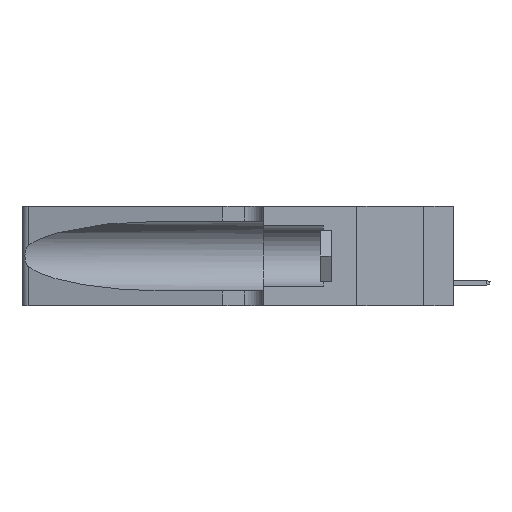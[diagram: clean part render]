
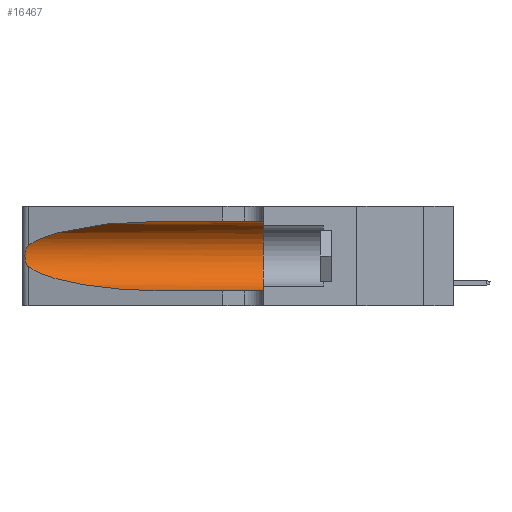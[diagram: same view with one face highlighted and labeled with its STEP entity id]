
A CAD part, left-side view. The second image highlights one B-rep face of the part: STEP entity #16467.
In plain terms, the highlighted cylindrical face has radius 3.308 mm (diameter 6.617 mm), a partial arc.
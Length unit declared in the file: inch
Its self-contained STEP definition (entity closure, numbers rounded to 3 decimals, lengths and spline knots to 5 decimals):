
#1386 = AXIS2_PLACEMENT_3D ( 'NONE', #26535, #26407, #5503 ) ;
#1481 = CARTESIAN_POINT ( 'NONE',  ( 0.26017, 1.23833, 0.17102 ) ) ;
#2783 = DIRECTION ( 'NONE',  ( 0., -1., 0. ) ) ;
#3557 = CARTESIAN_POINT ( 'NONE',  ( 0.25639, 1.23184, 0.21858 ) ) ;
#4199 = EDGE_CURVE ( 'NONE', #16602, #25932, #7068, .T. ) ;
#4689 = CARTESIAN_POINT ( 'NONE',  ( 0.1305, 0.72297, 0.05475 ) ) ;
#5244 = CARTESIAN_POINT ( 'NONE',  ( 0.1305, 1.61858, 0.31525 ) ) ;
#5454 = CARTESIAN_POINT ( 'NONE',  ( 0.2373, 1.15595, 0.08982 ) ) ;
#5503 = DIRECTION ( 'NONE',  ( 0., 0., -1. ) ) ;
#5621 = CARTESIAN_POINT ( 'NONE',  ( 0.25555, 1.22994, 0.2215 ) ) ;
#5785 = CYLINDRICAL_SURFACE ( 'NONE', #1386, 0.13025 ) ;
#5994 = EDGE_LOOP ( 'NONE', ( #26180, #23979, #10573, #26009, #19454, #6615 ) ) ;
#6337 = DIRECTION ( 'NONE',  ( 0., -1., 0. ) ) ;
#6615 = ORIENTED_EDGE ( 'NONE', *, *, #16377, .F. ) ;
#7068 = CIRCLE ( 'NONE', #16298, 0.13025 ) ;
#7373 = VECTOR ( 'NONE', #6337, 39.37008 ) ;
#7463 = EDGE_CURVE ( 'NONE', #20912, #25932, #7857, .T. ) ;
#7818 = CARTESIAN_POINT ( 'NONE',  ( 0.25854, 1.2359, 0.20912 ) ) ;
#7857 = LINE ( 'NONE', #16257, #7373 ) ;
#8549 = CARTESIAN_POINT ( 'NONE',  ( 0.1305, 0.72297, 0.31525 ) ) ;
#8857 = VECTOR ( 'NONE', #2783, 39.37008 ) ;
#8906 =( BOUNDED_CURVE ( )  B_SPLINE_CURVE ( 3, ( #9441, #5454, #9847, #22220 ),
 .UNSPECIFIED., .F., .F. ) 
 B_SPLINE_CURVE_WITH_KNOTS ( ( 4, 4 ),
 ( 3.44316, 4.71239 ),
 .UNSPECIFIED. ) 
 CURVE ( )  GEOMETRIC_REPRESENTATION_ITEM ( )  RATIONAL_B_SPLINE_CURVE ( ( 1., 0.87, 0.87, 1. ) ) 
 REPRESENTATION_ITEM ( '' )  );
#9267 = VERTEX_POINT ( 'NONE', #19964 ) ;
#9380 = VERTEX_POINT ( 'NONE', #20097 ) ;
#9441 = CARTESIAN_POINT ( 'NONE',  ( 0.25487, 1.22718, 0.14631 ) ) ;
#9791 = EDGE_CURVE ( 'NONE', #9267, #9380, #23010, .T. ) ;
#9813 = EDGE_CURVE ( 'NONE', #23830, #9267, #16460, .T. ) ;
#9847 = CARTESIAN_POINT ( 'NONE',  ( 0.18966, 0.96281, 0.05475 ) ) ;
#9875 = CARTESIAN_POINT ( 'NONE',  ( 0.25487, 1.22718, 0.14631 ) ) ;
#10573 = ORIENTED_EDGE ( 'NONE', *, *, #18626, .T. ) ;
#12224 = CARTESIAN_POINT ( 'NONE',  ( 0.25639, 1.23186, 0.15144 ) ) ;
#13142 = DIRECTION ( 'NONE',  ( 0., 1., 0. ) ) ;
#14305 = CARTESIAN_POINT ( 'NONE',  ( 0.1305, 0.35, 0.31525 ) ) ;
#16257 = CARTESIAN_POINT ( 'NONE',  ( 0.1305, 1.61858, 0.05475 ) ) ;
#16298 = AXIS2_PLACEMENT_3D ( 'NONE', #25505, #13142, #25362 ) ;
#16361 = CARTESIAN_POINT ( 'NONE',  ( 0.25487, 1.22718, 0.22369 ) ) ;
#16377 = EDGE_CURVE ( 'NONE', #23830, #16602, #21748, .T. ) ;
#16460 =( BOUNDED_CURVE ( )  B_SPLINE_CURVE ( 3, ( #18258, #17864, #24448, #26249 ),
 .UNSPECIFIED., .F., .F. ) 
 B_SPLINE_CURVE_WITH_KNOTS ( ( 4, 4 ),
 ( 1.5708, 2.84003 ),
 .UNSPECIFIED. ) 
 CURVE ( )  GEOMETRIC_REPRESENTATION_ITEM ( )  RATIONAL_B_SPLINE_CURVE ( ( 1., 0.87, 0.87, 1. ) ) 
 REPRESENTATION_ITEM ( '' )  );
#16467 = ADVANCED_FACE ( 'NONE', ( #18022 ), #5785, .F. ) ;
#16602 = VERTEX_POINT ( 'NONE', #14305 ) ;
#17864 = CARTESIAN_POINT ( 'NONE',  ( 0.18966, 0.96281, 0.31525 ) ) ;
#18022 = FACE_OUTER_BOUND ( 'NONE', #5994, .T. ) ;
#18134 = CARTESIAN_POINT ( 'NONE',  ( 0.25856, 1.23593, 0.16098 ) ) ;
#18258 = CARTESIAN_POINT ( 'NONE',  ( 0.1305, 0.72297, 0.31525 ) ) ;
#18626 = EDGE_CURVE ( 'NONE', #9380, #20912, #8906, .T. ) ;
#19454 = ORIENTED_EDGE ( 'NONE', *, *, #4199, .F. ) ;
#19964 = CARTESIAN_POINT ( 'NONE',  ( 0.25487, 1.22718, 0.22369 ) ) ;
#20097 = CARTESIAN_POINT ( 'NONE',  ( 0.25487, 1.22718, 0.14631 ) ) ;
#20337 = CARTESIAN_POINT ( 'NONE',  ( 0.26075, 1.23896, 0.178 ) ) ;
#20463 = CARTESIAN_POINT ( 'NONE',  ( 0.25789, 1.23486, 0.15765 ) ) ;
#20912 = VERTEX_POINT ( 'NONE', #4689 ) ;
#21720 = CARTESIAN_POINT ( 'NONE',  ( 0.1305, 0.35, 0.05475 ) ) ;
#21748 = LINE ( 'NONE', #5244, #8857 ) ;
#22220 = CARTESIAN_POINT ( 'NONE',  ( 0.1305, 0.72297, 0.05475 ) ) ;
#22252 = CARTESIAN_POINT ( 'NONE',  ( 0.25555, 1.22993, 0.14849 ) ) ;
#22391 = CARTESIAN_POINT ( 'NONE',  ( 0.25787, 1.23484, 0.2124 ) ) ;
#23010 = B_SPLINE_CURVE_WITH_KNOTS ( 'NONE', 3,
 ( #16361, #5621, #3557, #22391, #7818, #24313, #24585, #20337, #1481, #18134, #20463, #12224, #22252, #9875 ),
 .UNSPECIFIED., .F., .F.,
 ( 4, 2, 2, 2, 2, 2, 4 ),
 ( 0., 0.00027, 0.00053, 0.00107, 0.0016, 0.00187, 0.00214 ),
 .UNSPECIFIED. ) ;
#23830 = VERTEX_POINT ( 'NONE', #8549 ) ;
#23979 = ORIENTED_EDGE ( 'NONE', *, *, #9791, .T. ) ;
#24313 = CARTESIAN_POINT ( 'NONE',  ( 0.26018, 1.23835, 0.19895 ) ) ;
#24448 = CARTESIAN_POINT ( 'NONE',  ( 0.2373, 1.15595, 0.28018 ) ) ;
#24585 = CARTESIAN_POINT ( 'NONE',  ( 0.26075, 1.23896, 0.19203 ) ) ;
#25362 = DIRECTION ( 'NONE',  ( 0., 0., 1. ) ) ;
#25505 = CARTESIAN_POINT ( 'NONE',  ( 0.1305, 0.35, 0.185 ) ) ;
#25932 = VERTEX_POINT ( 'NONE', #21720 ) ;
#26009 = ORIENTED_EDGE ( 'NONE', *, *, #7463, .T. ) ;
#26180 = ORIENTED_EDGE ( 'NONE', *, *, #9813, .T. ) ;
#26249 = CARTESIAN_POINT ( 'NONE',  ( 0.25487, 1.22718, 0.22369 ) ) ;
#26407 = DIRECTION ( 'NONE',  ( 0., -1., 0. ) ) ;
#26535 = CARTESIAN_POINT ( 'NONE',  ( 0.1305, 1.61858, 0.185 ) ) ;
